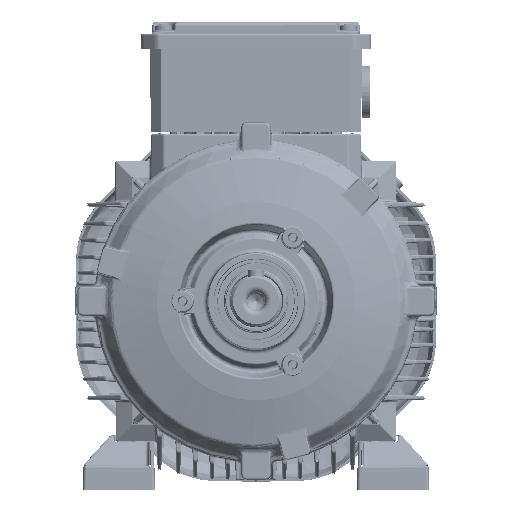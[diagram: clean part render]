
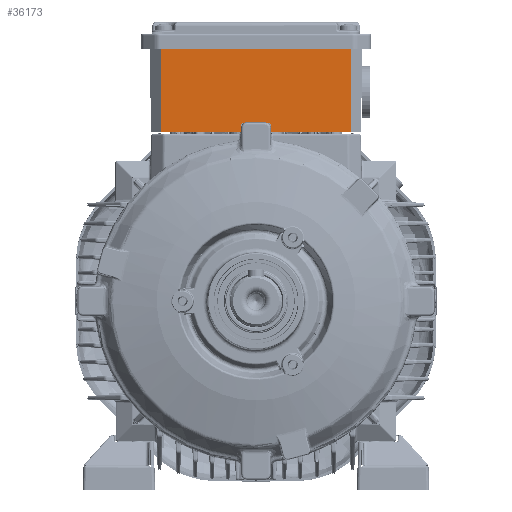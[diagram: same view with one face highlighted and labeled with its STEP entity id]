
A CAD part, left-side view. The second image highlights one B-rep face of the part: STEP entity #36173.
In plain terms, the highlighted planar face has unit normal (-1, 0, -0.018).
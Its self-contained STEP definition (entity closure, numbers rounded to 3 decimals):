
#9348=LINE('',#266063,#16471);
#9359=LINE('',#266085,#16482);
#9369=LINE('',#266105,#16492);
#9370=LINE('',#266107,#16493);
#16471=VECTOR('',#170842,1.);
#16482=VECTOR('',#170855,1.);
#16492=VECTOR('',#170867,1.);
#16493=VECTOR('',#170870,1.);
#28623=PLANE('',#142628);
#36173=ADVANCED_FACE('',(#43797),#28623,.T.);
#43797=FACE_OUTER_BOUND('',#51230,.T.);
#51230=EDGE_LOOP('',(#77763,#77764,#77765,#77766));
#77763=ORIENTED_EDGE('',*,*,#118880,.T.);
#77764=ORIENTED_EDGE('',*,*,#118891,.F.);
#77765=ORIENTED_EDGE('',*,*,#118869,.F.);
#77766=ORIENTED_EDGE('',*,*,#118890,.T.);
#99693=VERTEX_POINT('',#266062);
#99694=VERTEX_POINT('',#266064);
#99703=VERTEX_POINT('',#266084);
#99704=VERTEX_POINT('',#266086);
#118869=EDGE_CURVE('',#99693,#99694,#9348,.T.);
#118880=EDGE_CURVE('',#99704,#99703,#9359,.T.);
#118890=EDGE_CURVE('',#99693,#99704,#9369,.T.);
#118891=EDGE_CURVE('',#99694,#99703,#9370,.T.);
#142628=AXIS2_PLACEMENT_3D('',#266108,#170871,#170872);
#170842=DIRECTION('',(0.,1.,0.));
#170855=DIRECTION('',(0.,1.,0.));
#170867=DIRECTION('',(-0.017,-0.007,1.));
#170870=DIRECTION('',(-0.017,0.007,1.));
#170871=DIRECTION('',(-1.,0.,-0.017));
#170872=DIRECTION('',(0.017,0.,-1.));
#266062=CARTESIAN_POINT('',(17.5,-45.172,80.8));
#266063=CARTESIAN_POINT('',(17.5,-45.172,80.8));
#266064=CARTESIAN_POINT('',(17.5,45.171,80.8));
#266084=CARTESIAN_POINT('',(16.811,45.457,120.3));
#266085=CARTESIAN_POINT('',(16.811,-45.172,120.3));
#266086=CARTESIAN_POINT('',(16.811,-45.457,120.3));
#266105=CARTESIAN_POINT('',(17.5,-45.172,80.8));
#266107=CARTESIAN_POINT('',(17.5,45.171,80.8));
#266108=CARTESIAN_POINT('',(17.5,-45.172,80.8));
